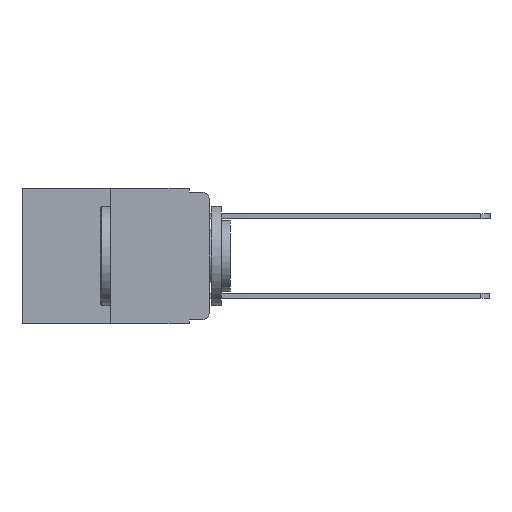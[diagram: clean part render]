
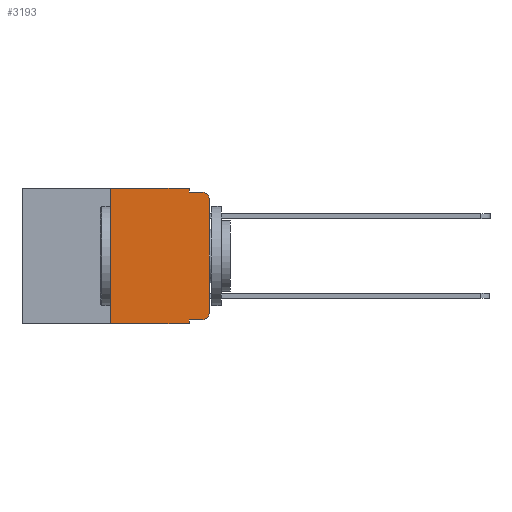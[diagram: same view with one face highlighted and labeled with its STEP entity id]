
A CAD part, left-side view. The second image highlights one B-rep face of the part: STEP entity #3193.
In plain terms, the highlighted planar face has unit normal (-1, 0, 0).
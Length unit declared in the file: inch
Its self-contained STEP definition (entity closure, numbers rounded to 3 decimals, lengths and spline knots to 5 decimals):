
#20 = VECTOR ( 'NONE', #858, 39.37008 ) ;
#70 = EDGE_CURVE ( 'NONE', #1337, #1361, #3003, .T. ) ;
#370 = CARTESIAN_POINT ( 'NONE',  ( 0., 0., -0.313 ) ) ;
#728 = EDGE_CURVE ( 'NONE', #2808, #4529, #1262, .T. ) ;
#858 = DIRECTION ( 'NONE',  ( 0., -1., 0. ) ) ;
#894 = VECTOR ( 'NONE', #3952, 39.37008 ) ;
#925 = VECTOR ( 'NONE', #6389, 39.37008 ) ;
#947 = ORIENTED_EDGE ( 'NONE', *, *, #7006, .T. ) ;
#1148 = DIRECTION ( 'NONE',  ( 0., 0., 1. ) ) ;
#1262 = CIRCLE ( 'NONE', #3646, 0.02 ) ;
#1301 = CARTESIAN_POINT ( 'NONE',  ( 0., 0.051, -0.333 ) ) ;
#1309 = ORIENTED_EDGE ( 'NONE', *, *, #4382, .F. ) ;
#1337 = VERTEX_POINT ( 'NONE', #9862 ) ;
#1361 = VERTEX_POINT ( 'NONE', #7015 ) ;
#1416 = VERTEX_POINT ( 'NONE', #12697 ) ;
#1450 = DIRECTION ( 'NONE',  ( 0., 0., -1. ) ) ;
#1464 = CARTESIAN_POINT ( 'NONE',  ( 0., 0.051, 0. ) ) ;
#1490 = EDGE_CURVE ( 'NONE', #4489, #2808, #5635, .T. ) ;
#2232 = EDGE_CURVE ( 'NONE', #4489, #2355, #6251, .T. ) ;
#2355 = VERTEX_POINT ( 'NONE', #9662 ) ;
#2649 = VERTEX_POINT ( 'NONE', #5947 ) ;
#2743 = VECTOR ( 'NONE', #1148, 39.37008 ) ;
#2808 = VERTEX_POINT ( 'NONE', #5218 ) ;
#2880 = ORIENTED_EDGE ( 'NONE', *, *, #1490, .T. ) ;
#2886 = CARTESIAN_POINT ( 'NONE',  ( 0., 0.473, 0. ) ) ;
#2985 = EDGE_CURVE ( 'NONE', #2649, #1337, #5613, .T. ) ;
#3003 = LINE ( 'NONE', #2886, #20 ) ;
#3193 = ADVANCED_FACE ( 'NONE', ( #8288 ), #3445, .F. ) ;
#3325 = CARTESIAN_POINT ( 'NONE',  ( 0., 0., 0. ) ) ;
#3445 = PLANE ( 'NONE',  #8806 ) ;
#3586 = DIRECTION ( 'NONE',  ( 1., 0., 0. ) ) ;
#3617 = CARTESIAN_POINT ( 'NONE',  ( 0., 0.473, 0. ) ) ;
#3646 = AXIS2_PLACEMENT_3D ( 'NONE', #12339, #12486, #9042 ) ;
#3705 = EDGE_CURVE ( 'NONE', #1361, #4797, #7681, .T. ) ;
#3857 = LINE ( 'NONE', #5019, #925 ) ;
#3952 = DIRECTION ( 'NONE',  ( 0., -1., 0. ) ) ;
#4006 = CARTESIAN_POINT ( 'NONE',  ( 0., 0.473, -0.343 ) ) ;
#4190 = ORIENTED_EDGE ( 'NONE', *, *, #3705, .F. ) ;
#4259 = VECTOR ( 'NONE', #10014, 39.37008 ) ;
#4347 = ORIENTED_EDGE ( 'NONE', *, *, #5197, .T. ) ;
#4382 = EDGE_CURVE ( 'NONE', #4797, #1416, #3857, .T. ) ;
#4489 = VERTEX_POINT ( 'NONE', #1301 ) ;
#4529 = VERTEX_POINT ( 'NONE', #370 ) ;
#4540 = EDGE_LOOP ( 'NONE', ( #6179, #947, #1309, #4190, #9867, #6344, #4347, #6947, #2880, #8152 ) ) ;
#4771 = CARTESIAN_POINT ( 'NONE',  ( 0., 0.02, -0.03 ) ) ;
#4797 = VERTEX_POINT ( 'NONE', #9515 ) ;
#5019 = CARTESIAN_POINT ( 'NONE',  ( 0., 0.051, -0.01 ) ) ;
#5197 = EDGE_CURVE ( 'NONE', #2649, #2355, #8692, .T. ) ;
#5218 = CARTESIAN_POINT ( 'NONE',  ( 0., 0.02, -0.333 ) ) ;
#5445 = LINE ( 'NONE', #3325, #2743 ) ;
#5613 = LINE ( 'NONE', #12283, #12679 ) ;
#5635 = LINE ( 'NONE', #6953, #12426 ) ;
#5738 = DIRECTION ( 'NONE',  ( 0., 0., -1. ) ) ;
#5947 = CARTESIAN_POINT ( 'NONE',  ( 0., 0.25, -0.343 ) ) ;
#6109 = DIRECTION ( 'NONE',  ( 0., 0., -1. ) ) ;
#6179 = ORIENTED_EDGE ( 'NONE', *, *, #7658, .T. ) ;
#6251 = LINE ( 'NONE', #9053, #4259 ) ;
#6257 = DIRECTION ( 'NONE',  ( 0., 0., 1. ) ) ;
#6344 = ORIENTED_EDGE ( 'NONE', *, *, #2985, .F. ) ;
#6389 = DIRECTION ( 'NONE',  ( 0., -1., 0. ) ) ;
#6947 = ORIENTED_EDGE ( 'NONE', *, *, #2232, .F. ) ;
#6953 = CARTESIAN_POINT ( 'NONE',  ( 0., 0.051, -0.333 ) ) ;
#7006 = EDGE_CURVE ( 'NONE', #11693, #1416, #10058, .T. ) ;
#7015 = CARTESIAN_POINT ( 'NONE',  ( 0., 0.051, 0. ) ) ;
#7658 = EDGE_CURVE ( 'NONE', #4529, #11693, #5445, .T. ) ;
#7681 = LINE ( 'NONE', #1464, #12466 ) ;
#8152 = ORIENTED_EDGE ( 'NONE', *, *, #728, .T. ) ;
#8288 = FACE_OUTER_BOUND ( 'NONE', #4540, .T. ) ;
#8692 = LINE ( 'NONE', #4006, #894 ) ;
#8806 = AXIS2_PLACEMENT_3D ( 'NONE', #3617, #3586, #6109 ) ;
#9042 = DIRECTION ( 'NONE',  ( 0., 0., -1. ) ) ;
#9053 = CARTESIAN_POINT ( 'NONE',  ( 0., 0.051, 0. ) ) ;
#9515 = CARTESIAN_POINT ( 'NONE',  ( 0., 0.051, -0.01 ) ) ;
#9662 = CARTESIAN_POINT ( 'NONE',  ( 0., 0.051, -0.343 ) ) ;
#9862 = CARTESIAN_POINT ( 'NONE',  ( 0., 0.25, 0. ) ) ;
#9867 = ORIENTED_EDGE ( 'NONE', *, *, #70, .F. ) ;
#10014 = DIRECTION ( 'NONE',  ( 0., 0., -1. ) ) ;
#10025 = CARTESIAN_POINT ( 'NONE',  ( 0., 0., -0.03 ) ) ;
#10058 = CIRCLE ( 'NONE', #11090, 0.02 ) ;
#11090 = AXIS2_PLACEMENT_3D ( 'NONE', #4771, #11343, #5738 ) ;
#11272 = DIRECTION ( 'NONE',  ( 0., -1., 0. ) ) ;
#11343 = DIRECTION ( 'NONE',  ( -1., 0., 0. ) ) ;
#11693 = VERTEX_POINT ( 'NONE', #10025 ) ;
#12283 = CARTESIAN_POINT ( 'NONE',  ( 0., 0.25, 0. ) ) ;
#12339 = CARTESIAN_POINT ( 'NONE',  ( 0., 0.02, -0.313 ) ) ;
#12426 = VECTOR ( 'NONE', #11272, 39.37008 ) ;
#12466 = VECTOR ( 'NONE', #1450, 39.37008 ) ;
#12486 = DIRECTION ( 'NONE',  ( -1., 0., 0. ) ) ;
#12679 = VECTOR ( 'NONE', #6257, 39.37008 ) ;
#12697 = CARTESIAN_POINT ( 'NONE',  ( 0., 0.02, -0.01 ) ) ;
